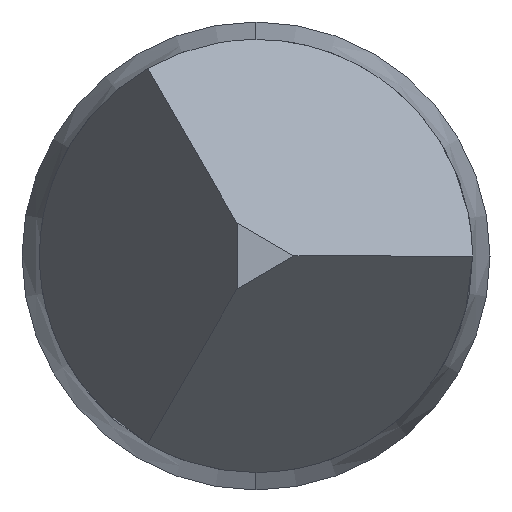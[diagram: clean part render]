
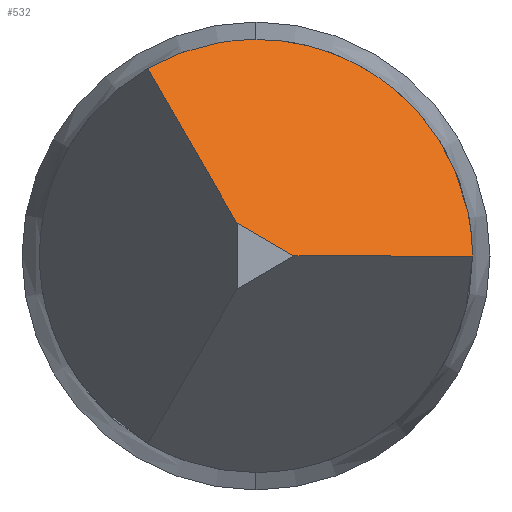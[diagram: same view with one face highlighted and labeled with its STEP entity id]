
A CAD part, left-side view. The second image highlights one B-rep face of the part: STEP entity #532.
In plain terms, the highlighted planar face has unit normal (-0.5, -0.433, 0.75).
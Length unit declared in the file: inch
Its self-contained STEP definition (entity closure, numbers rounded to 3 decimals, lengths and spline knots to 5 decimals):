
#1 = CARTESIAN_POINT ( 'NONE',  ( 0.26633, -0.31003, 0. ) ) ;
#3 = DIRECTION ( 'NONE',  ( 0.832, 0., 0.555 ) ) ;
#6 = DIRECTION ( 'NONE',  ( -0.5, -0.433, 0.75 ) ) ;
#7 = CARTESIAN_POINT ( 'NONE',  ( 0.01921, 0., 0.01425 ) ) ;
#9 = PLANE ( 'NONE',  #492 ) ;
#11 = CARTESIAN_POINT ( 'NONE',  ( 0., -0.54067, -0.31071 ) ) ;
#16 = CARTESIAN_POINT ( 'NONE',  ( 0.0227, -0.01425, 0.00835 ) ) ;
#28 = CARTESIAN_POINT ( 'NONE',  ( 0.01921, 0., 0.01425 ) ) ;
#30 = CARTESIAN_POINT ( 'NONE',  ( 0.01018, -0.01425, 0. ) ) ;
#32 = CARTESIAN_POINT ( 'NONE',  ( 0.01018, 0.00712, 0.01234 ) ) ;
#34 = CARTESIAN_POINT ( 'NONE',  ( 0.01395, 0.00495, 0.0136 ) ) ;
#35 = CARTESIAN_POINT ( 'NONE',  ( 0.01703, 0.00252, 0.01425 ) ) ;
#58 = CARTESIAN_POINT ( 'NONE',  ( 0.01018, -0.01425, 0. ) ) ;
#60 = CARTESIAN_POINT ( 'NONE',  ( 0., 0.00125, 0.00217 ) ) ;
#71 = CARTESIAN_POINT ( 'NONE',  ( 0.02644, -0.00835, 0.01425 ) ) ;
#83 = CARTESIAN_POINT ( 'NONE',  ( 0., -0.0025, 0. ) ) ;
#101 = DIRECTION ( 'NONE',  ( 0.655, -0.756, 0. ) ) ;
#113 = CARTESIAN_POINT ( 'NONE',  ( 0.01018, 0.00712, 0.01234 ) ) ;
#114 = CARTESIAN_POINT ( 'NONE',  ( 0.01921, 0., 0.01425 ) ) ;
#122 =( BOUNDED_CURVE ( )  B_SPLINE_CURVE ( 3, ( #7, #71, #16, #58 ),
 .UNSPECIFIED., .F., .F. ) 
 B_SPLINE_CURVE_WITH_KNOTS ( ( 4, 4 ),
 ( 5.75959, 7.33038 ),
 .UNSPECIFIED. ) 
 CURVE ( )  GEOMETRIC_REPRESENTATION_ITEM ( )  RATIONAL_B_SPLINE_CURVE ( ( 1., 0.805, 0.805, 1. ) ) 
 REPRESENTATION_ITEM ( '' )  );
#127 =( BOUNDED_CURVE ( )  B_SPLINE_CURVE ( 3, ( #113, #34, #35, #114 ),
 .UNSPECIFIED., .F., .F. ) 
 B_SPLINE_CURVE_WITH_KNOTS ( ( 4, 4 ),
 ( 5.23599, 5.75959 ),
 .UNSPECIFIED. ) 
 CURVE ( )  GEOMETRIC_REPRESENTATION_ITEM ( )  RATIONAL_B_SPLINE_CURVE ( ( 1., 0.977, 0.977, 1. ) ) 
 REPRESENTATION_ITEM ( '' )  );
#155 = EDGE_CURVE ( 'NONE', #208, #235, #386, .T. ) ;
#161 = EDGE_CURVE ( 'NONE', #201, #208, #475, .T. ) ;
#181 = EDGE_CURVE ( 'NONE', #235, #233, #127, .T. ) ;
#185 = EDGE_CURVE ( 'NONE', #233, #239, #122, .T. ) ;
#192 = EDGE_CURVE ( 'NONE', #201, #239, #463, .T. ) ;
#201 = VERTEX_POINT ( 'NONE', #83 ) ;
#208 = VERTEX_POINT ( 'NONE', #60 ) ;
#233 = VERTEX_POINT ( 'NONE', #28 ) ;
#235 = VERTEX_POINT ( 'NONE', #32 ) ;
#239 = VERTEX_POINT ( 'NONE', #30 ) ;
#267 = CARTESIAN_POINT ( 'NONE',  ( 0., -0.54067, -0.31071 ) ) ;
#275 = DIRECTION ( 'NONE',  ( 0., 0.866, 0.5 ) ) ;
#281 = CARTESIAN_POINT ( 'NONE',  ( 0.26636, 0.15503, 0.26852 ) ) ;
#286 = DIRECTION ( 'NONE',  ( 0.655, 0.378, 0.655 ) ) ;
#336 = ORIENTED_EDGE ( 'NONE', *, *, #185, .F. ) ;
#339 = FACE_OUTER_BOUND ( 'NONE', #430, .T. ) ;
#366 = ORIENTED_EDGE ( 'NONE', *, *, #155, .F. ) ;
#381 = VECTOR ( 'NONE', #286, 39.37008 ) ;
#386 = LINE ( 'NONE', #281, #381 ) ;
#388 = VECTOR ( 'NONE', #275, 39.37008 ) ;
#399 = ORIENTED_EDGE ( 'NONE', *, *, #181, .F. ) ;
#403 = ORIENTED_EDGE ( 'NONE', *, *, #192, .T. ) ;
#430 = EDGE_LOOP ( 'NONE', ( #482, #403, #336, #399, #366 ) ) ;
#463 = LINE ( 'NONE', #1, #470 ) ;
#470 = VECTOR ( 'NONE', #101, 39.37008 ) ;
#475 = LINE ( 'NONE', #267, #388 ) ;
#482 = ORIENTED_EDGE ( 'NONE', *, *, #161, .F. ) ;
#492 = AXIS2_PLACEMENT_3D ( 'NONE', #11, #6, #3 ) ;
#532 = ADVANCED_FACE ( 'NONE', ( #339 ), #9, .T. ) ;
